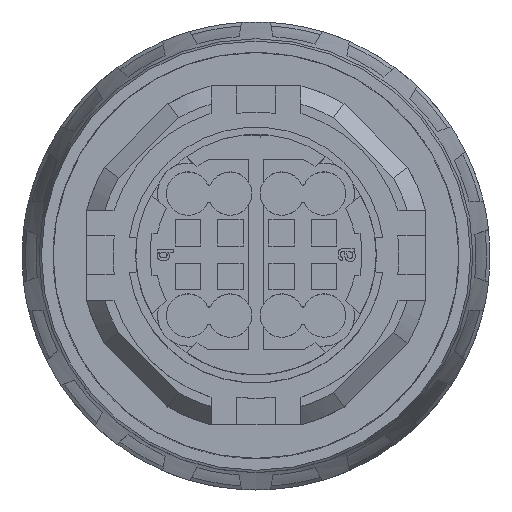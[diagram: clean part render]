
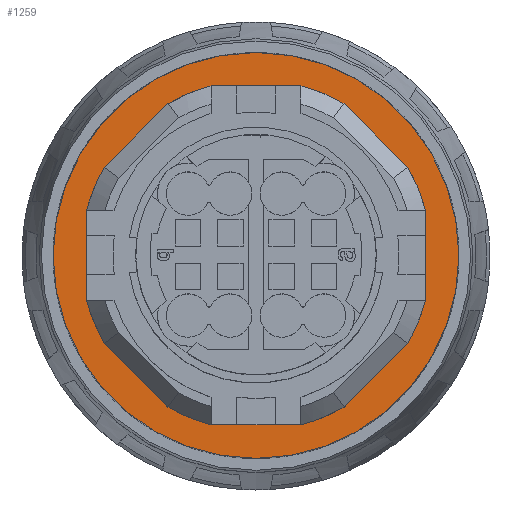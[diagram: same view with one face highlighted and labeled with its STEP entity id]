
A CAD part, top view. The second image highlights one B-rep face of the part: STEP entity #1259.
In plain terms, the highlighted planar face has unit normal (0, 0, 1).
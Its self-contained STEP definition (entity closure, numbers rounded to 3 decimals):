
#1259 = ADVANCED_FACE( '', ( #2642, #2643 ), #2644, .T. );
#2642 = FACE_BOUND( '', #4155, .T. );
#2643 = FACE_OUTER_BOUND( '', #4156, .T. );
#2644 = PLANE( '', #4157 );
#4155 = EDGE_LOOP( '', ( #8173 ) );
#4156 = EDGE_LOOP( '', ( #8174 ) );
#4157 = AXIS2_PLACEMENT_3D( '', #8175, #8176, #8177 );
#8173 = ORIENTED_EDGE( '', *, *, #9683, .F. );
#8174 = ORIENTED_EDGE( '', *, *, #10576, .F. );
#8175 = CARTESIAN_POINT( '', ( -8.575, 0., -42.5 ) );
#8176 = DIRECTION( '', ( 0., 0., 1. ) );
#8177 = DIRECTION( '', ( 0., 1., 0. ) );
#9683 = EDGE_CURVE( '', #11853, #11853, #11854, .T. );
#10576 = EDGE_CURVE( '', #13192, #13192, #13193, .F. );
#11853 = VERTEX_POINT( '', #14890 );
#11854 = CIRCLE( '', #14891, 14.25 );
#13192 = VERTEX_POINT( '', #16793 );
#13193 = CIRCLE( '', #16794, 17.3 );
#14890 = CARTESIAN_POINT( '', ( 0., -14.25, -42.5 ) );
#14891 = AXIS2_PLACEMENT_3D( '', #18159, #18160, #18161 );
#16793 = CARTESIAN_POINT( '', ( -17.3, 0., -42.5 ) );
#16794 = AXIS2_PLACEMENT_3D( '', #19509, #19510, #19511 );
#18159 = CARTESIAN_POINT( '', ( 0., 0., -42.5 ) );
#18160 = DIRECTION( '', ( 0., 0., 1. ) );
#18161 = DIRECTION( '', ( 0., -1., 0. ) );
#19509 = CARTESIAN_POINT( '', ( 0., 0., -42.5 ) );
#19510 = DIRECTION( '', ( 0., 0., 1. ) );
#19511 = DIRECTION( '', ( -1., 0., 0. ) );
